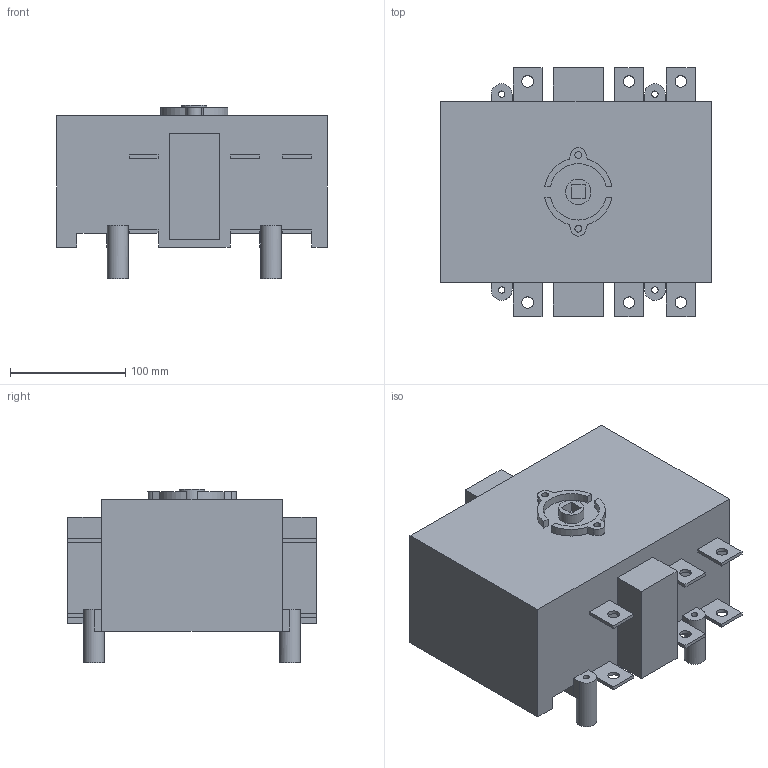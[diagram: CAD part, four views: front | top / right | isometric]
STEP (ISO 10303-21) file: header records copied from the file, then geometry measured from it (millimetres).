
FILE_DESCRIPTION(/* description */ (''),/* implementation_level */ '2;1');
FILE_NAME(/* name */ '3d_GE0315E.stp',/* time_stamp */ '2018-10-08T14:57:12+02:00',/* author */ ('Andrzej'),/* organization */ (''),/* preprocessor_version */ 'ST-DEVELOPER v16.13',/* originating_system */ 'AutoCAD Mechanical',/* authorisation */ '');
FILE_SCHEMA (('AUTOMOTIVE_DESIGN { 1 0 10303 214 3 1 1 }'));
Length unit declared in the file: millimetre
Products named in the file (1): Product
Bounding box: 235 x 216 x 150.75 mm (x, y, z)
Volume: 4321935.4 mm3; surface area: 243703.5 mm2
Topology: 3 solids, 3 shells, 153 faces, 1044 edges, 1529 vertices
Faces by surface type: plane 122, cylinder 31
Full cylindrical faces by diameter (mm): 5.5 x4, 6 x2, 10 x12, 18 x4, 22 x1
Entity records: 9949 total; most frequent: CARTESIAN_POINT 2721, DIRECTION 1564, LINE 782, VECTOR 782, ORIENTED_EDGE 756, STYLED_ITEM 644, TRIMMED_CURVE 641, AXIS2_PLACEMENT_3D 391
